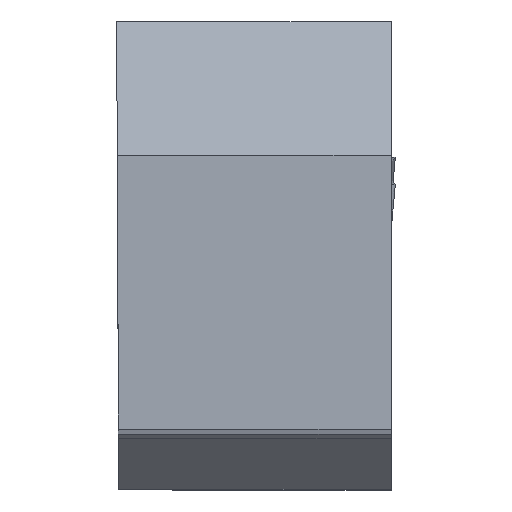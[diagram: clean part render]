
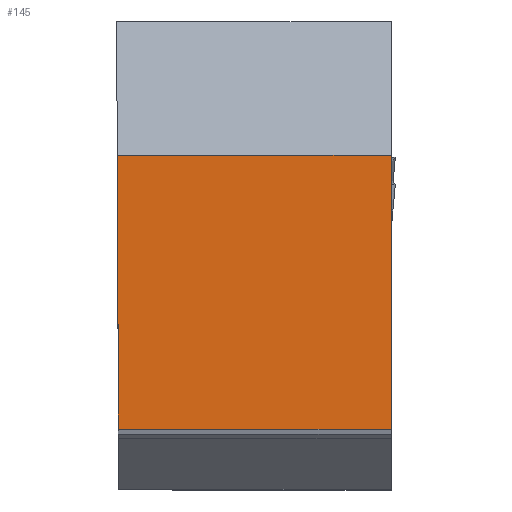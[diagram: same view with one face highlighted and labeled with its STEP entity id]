
A CAD part, top view. The second image highlights one B-rep face of the part: STEP entity #145.
In plain terms, the highlighted planar face has unit normal (0, 0, 1).
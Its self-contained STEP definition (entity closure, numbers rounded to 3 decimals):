
#145=ADVANCED_FACE('BLANK_BOXF006',(#259),#211,.T.);
#211=PLANE('',#1473);
#259=FACE_OUTER_BOUND('',#327,.T.);
#327=EDGE_LOOP('',(#518,#519,#520,#521));
#518=ORIENTED_EDGE('',*,*,#983,.T.);
#519=ORIENTED_EDGE('',*,*,#1002,.F.);
#520=ORIENTED_EDGE('',*,*,#944,.T.);
#521=ORIENTED_EDGE('',*,*,#1003,.T.);
#819=VERTEX_POINT('',#1860);
#820=VERTEX_POINT('',#1862);
#854=VERTEX_POINT('',#1968);
#855=VERTEX_POINT('',#1970);
#944=EDGE_CURVE('',#820,#819,#1130,.T.);
#983=EDGE_CURVE('',#855,#854,#1160,.T.);
#1002=EDGE_CURVE('',#820,#854,#1176,.T.);
#1003=EDGE_CURVE('',#819,#855,#1177,.T.);
#1130=LINE('',#1861,#1264);
#1160=LINE('',#1969,#1294);
#1176=LINE('',#2018,#1310);
#1177=LINE('',#2019,#1311);
#1264=VECTOR('',#1544,1.);
#1294=VECTOR('',#1596,1.);
#1310=VECTOR('',#1630,1.);
#1311=VECTOR('',#1631,1.);
#1473=AXIS2_PLACEMENT_3D('',#2020,#1632,#1633);
#1544=DIRECTION('',(0.,1.,0.));
#1596=DIRECTION('',(0.004,-1.,0.));
#1630=DIRECTION('',(-1.,0.,0.));
#1631=DIRECTION('',(-1.,0.,0.));
#1632=DIRECTION('',(0.,0.,1.));
#1633=DIRECTION('',(1.,0.,0.));
#1860=CARTESIAN_POINT('',(9.9,9.9,0.));
#1861=CARTESIAN_POINT('',(9.9,15.9,0.));
#1862=CARTESIAN_POINT('',(9.9,0.,0.));
#1968=CARTESIAN_POINT('',(0.043,0.,0.));
#1969=CARTESIAN_POINT('',(-0.027,15.996,0.));
#1970=CARTESIAN_POINT('',(0.,9.9,0.));
#2018=CARTESIAN_POINT('',(-22.,0.,0.));
#2019=CARTESIAN_POINT('',(-22.,9.9,0.));
#2020=CARTESIAN_POINT('',(-22.,15.9,0.));
